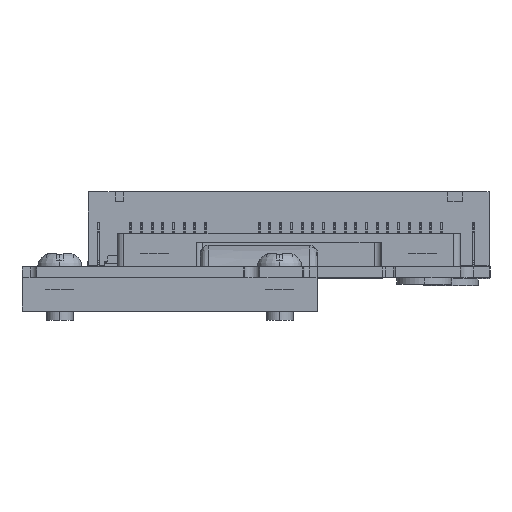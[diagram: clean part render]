
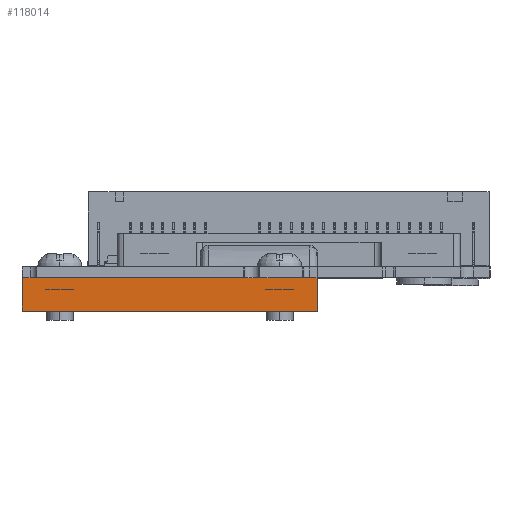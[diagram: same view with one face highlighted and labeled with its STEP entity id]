
A CAD part, front view. The second image highlights one B-rep face of the part: STEP entity #118014.
In plain terms, the highlighted face is planar.
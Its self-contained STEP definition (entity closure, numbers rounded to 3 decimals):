
#117965 = VERTEX_POINT('',#117966);
#117966 = CARTESIAN_POINT('',(0.,0.,0.));
#117972 = EDGE_CURVE('',#117973,#117965,#117975,.T.);
#117973 = VERTEX_POINT('',#117974);
#117974 = CARTESIAN_POINT('',(0.,2.5,0.));
#117975 = LINE('',#117976,#117977);
#117976 = CARTESIAN_POINT('',(0.,1.,0.));
#117977 = VECTOR('',#117978,1.);
#117978 = DIRECTION('',(0.,-1.,0.));
#118014 = ADVANCED_FACE('',(#118015),#118040,.F.);
#118015 = FACE_BOUND('',#118016,.T.);
#118016 = EDGE_LOOP('',(#118017,#118025,#118033,#118039));
#118017 = ORIENTED_EDGE('',*,*,#118018,.T.);
#118018 = EDGE_CURVE('',#117965,#118019,#118021,.T.);
#118019 = VERTEX_POINT('',#118020);
#118020 = CARTESIAN_POINT('',(-22.,0.,0.));
#118021 = LINE('',#118022,#118023);
#118022 = CARTESIAN_POINT('',(0.,0.,0.));
#118023 = VECTOR('',#118024,1.);
#118024 = DIRECTION('',(-1.,0.,0.));
#118025 = ORIENTED_EDGE('',*,*,#118026,.F.);
#118026 = EDGE_CURVE('',#118027,#118019,#118029,.T.);
#118027 = VERTEX_POINT('',#118028);
#118028 = CARTESIAN_POINT('',(-22.,2.5,0.));
#118029 = LINE('',#118030,#118031);
#118030 = CARTESIAN_POINT('',(-22.,1.,0.));
#118031 = VECTOR('',#118032,1.);
#118032 = DIRECTION('',(0.,-1.,0.));
#118033 = ORIENTED_EDGE('',*,*,#118034,.F.);
#118034 = EDGE_CURVE('',#117973,#118027,#118035,.T.);
#118035 = LINE('',#118036,#118037);
#118036 = CARTESIAN_POINT('',(-22.,2.5,0.));
#118037 = VECTOR('',#118038,1.);
#118038 = DIRECTION('',(-1.,0.,0.));
#118039 = ORIENTED_EDGE('',*,*,#117972,.T.);
#118040 = PLANE('',#118041);
#118041 = AXIS2_PLACEMENT_3D('',#118042,#118043,#118044);
#118042 = CARTESIAN_POINT('',(0.,1.,0.));
#118043 = DIRECTION('',(0.,0.,1.));
#118044 = DIRECTION('',(1.,0.,0.));
